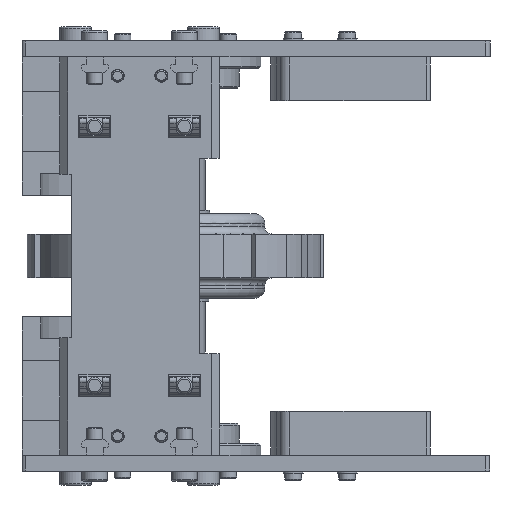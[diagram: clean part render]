
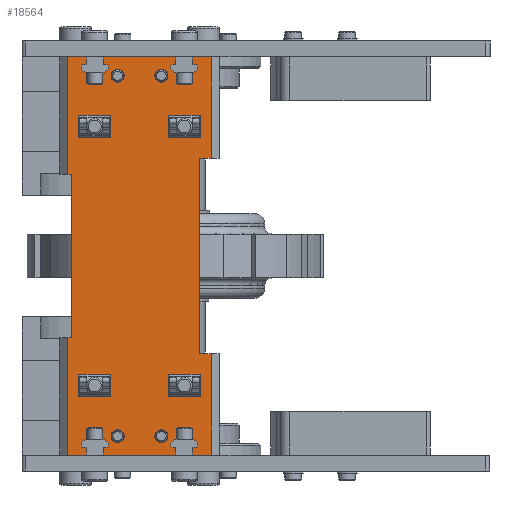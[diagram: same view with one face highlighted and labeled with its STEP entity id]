
A CAD part, left-side view. The second image highlights one B-rep face of the part: STEP entity #18564.
In plain terms, the highlighted face is planar.
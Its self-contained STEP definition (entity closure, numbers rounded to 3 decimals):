
#918=FACE_BOUND('',#3476,.T.);
#919=FACE_BOUND('',#3477,.T.);
#920=FACE_BOUND('',#3478,.T.);
#921=FACE_BOUND('',#3479,.T.);
#922=FACE_BOUND('',#3480,.T.);
#923=FACE_BOUND('',#3481,.T.);
#924=FACE_BOUND('',#3482,.T.);
#925=FACE_BOUND('',#3483,.T.);
#1436=PLANE('',#20622);
#2282=FACE_OUTER_BOUND('',#3475,.T.);
#3475=EDGE_LOOP('',(#16037,#16038,#16039,#16040,#16041,#16042,#16043,#16044,
#16045,#16046,#16047,#16048));
#3476=EDGE_LOOP('',(#16049));
#3477=EDGE_LOOP('',(#16050));
#3478=EDGE_LOOP('',(#16051));
#3479=EDGE_LOOP('',(#16052));
#3480=EDGE_LOOP('',(#16053));
#3481=EDGE_LOOP('',(#16054));
#3482=EDGE_LOOP('',(#16055));
#3483=EDGE_LOOP('',(#16056));
#5119=LINE('',#30666,#6861);
#5125=LINE('',#30679,#6867);
#5129=LINE('',#30685,#6871);
#5133=LINE('',#30694,#6875);
#5135=LINE('',#30698,#6877);
#5136=LINE('',#30700,#6878);
#5137=LINE('',#30702,#6879);
#5138=LINE('',#30704,#6880);
#5139=LINE('',#30706,#6881);
#5140=LINE('',#30708,#6882);
#5141=LINE('',#30710,#6883);
#5142=LINE('',#30711,#6884);
#6861=VECTOR('',#24945,10.);
#6867=VECTOR('',#24953,10.);
#6871=VECTOR('',#24959,10.);
#6875=VECTOR('',#24967,10.);
#6877=VECTOR('',#24971,10.);
#6878=VECTOR('',#24972,10.);
#6879=VECTOR('',#24973,10.);
#6880=VECTOR('',#24974,10.);
#6881=VECTOR('',#24975,10.);
#6882=VECTOR('',#24976,10.);
#6883=VECTOR('',#24977,10.);
#6884=VECTOR('',#24978,10.);
#7826=CIRCLE('',#20623,3.3);
#7827=CIRCLE('',#20624,3.3);
#7828=CIRCLE('',#20625,3.3);
#7829=CIRCLE('',#20626,3.3);
#7830=CIRCLE('',#20627,4.5);
#7831=CIRCLE('',#20628,4.5);
#7832=CIRCLE('',#20629,4.5);
#7833=CIRCLE('',#20630,4.5);
#9317=VERTEX_POINT('',#30663);
#9318=VERTEX_POINT('',#30665);
#9323=VERTEX_POINT('',#30676);
#9324=VERTEX_POINT('',#30678);
#9328=VERTEX_POINT('',#30693);
#9329=VERTEX_POINT('',#30697);
#9330=VERTEX_POINT('',#30699);
#9331=VERTEX_POINT('',#30701);
#9332=VERTEX_POINT('',#30703);
#9333=VERTEX_POINT('',#30705);
#9334=VERTEX_POINT('',#30707);
#9335=VERTEX_POINT('',#30709);
#9336=VERTEX_POINT('',#30712);
#9337=VERTEX_POINT('',#30714);
#9338=VERTEX_POINT('',#30716);
#9339=VERTEX_POINT('',#30718);
#9340=VERTEX_POINT('',#30720);
#9341=VERTEX_POINT('',#30722);
#9342=VERTEX_POINT('',#30724);
#9343=VERTEX_POINT('',#30726);
#11642=EDGE_CURVE('',#9318,#9317,#5119,.T.);
#11648=EDGE_CURVE('',#9324,#9323,#5125,.T.);
#11652=EDGE_CURVE('',#9323,#9318,#5129,.T.);
#11656=EDGE_CURVE('',#9324,#9328,#5133,.T.);
#11658=EDGE_CURVE('',#9329,#9317,#5135,.T.);
#11659=EDGE_CURVE('',#9329,#9330,#5136,.T.);
#11660=EDGE_CURVE('',#9331,#9330,#5137,.T.);
#11661=EDGE_CURVE('',#9331,#9332,#5138,.T.);
#11662=EDGE_CURVE('',#9332,#9333,#5139,.T.);
#11663=EDGE_CURVE('',#9333,#9334,#5140,.T.);
#11664=EDGE_CURVE('',#9335,#9334,#5141,.T.);
#11665=EDGE_CURVE('',#9335,#9328,#5142,.T.);
#11666=EDGE_CURVE('',#9336,#9336,#7826,.T.);
#11667=EDGE_CURVE('',#9337,#9337,#7827,.T.);
#11668=EDGE_CURVE('',#9338,#9338,#7828,.T.);
#11669=EDGE_CURVE('',#9339,#9339,#7829,.T.);
#11670=EDGE_CURVE('',#9340,#9340,#7830,.T.);
#11671=EDGE_CURVE('',#9341,#9341,#7831,.T.);
#11672=EDGE_CURVE('',#9342,#9342,#7832,.T.);
#11673=EDGE_CURVE('',#9343,#9343,#7833,.T.);
#16037=ORIENTED_EDGE('',*,*,#11648,.T.);
#16038=ORIENTED_EDGE('',*,*,#11652,.T.);
#16039=ORIENTED_EDGE('',*,*,#11642,.T.);
#16040=ORIENTED_EDGE('',*,*,#11658,.F.);
#16041=ORIENTED_EDGE('',*,*,#11659,.T.);
#16042=ORIENTED_EDGE('',*,*,#11660,.F.);
#16043=ORIENTED_EDGE('',*,*,#11661,.T.);
#16044=ORIENTED_EDGE('',*,*,#11662,.T.);
#16045=ORIENTED_EDGE('',*,*,#11663,.T.);
#16046=ORIENTED_EDGE('',*,*,#11664,.F.);
#16047=ORIENTED_EDGE('',*,*,#11665,.T.);
#16048=ORIENTED_EDGE('',*,*,#11656,.F.);
#16049=ORIENTED_EDGE('',*,*,#11666,.T.);
#16050=ORIENTED_EDGE('',*,*,#11667,.T.);
#16051=ORIENTED_EDGE('',*,*,#11668,.T.);
#16052=ORIENTED_EDGE('',*,*,#11669,.T.);
#16053=ORIENTED_EDGE('',*,*,#11670,.T.);
#16054=ORIENTED_EDGE('',*,*,#11671,.T.);
#16055=ORIENTED_EDGE('',*,*,#11672,.T.);
#16056=ORIENTED_EDGE('',*,*,#11673,.T.);
#18564=ADVANCED_FACE('',(#2282,#918,#919,#920,#921,#922,#923,#924,#925),
#1436,.T.);
#20622=AXIS2_PLACEMENT_3D('',#30696,#24969,#24970);
#20623=AXIS2_PLACEMENT_3D('',#30713,#24979,#24980);
#20624=AXIS2_PLACEMENT_3D('',#30715,#24981,#24982);
#20625=AXIS2_PLACEMENT_3D('',#30717,#24983,#24984);
#20626=AXIS2_PLACEMENT_3D('',#30719,#24985,#24986);
#20627=AXIS2_PLACEMENT_3D('',#30721,#24987,#24988);
#20628=AXIS2_PLACEMENT_3D('',#30723,#24989,#24990);
#20629=AXIS2_PLACEMENT_3D('',#30725,#24991,#24992);
#20630=AXIS2_PLACEMENT_3D('',#30727,#24993,#24994);
#24945=DIRECTION('',(0.,-1.,0.));
#24953=DIRECTION('',(0.,1.,0.));
#24959=DIRECTION('',(-1.,0.,0.));
#24967=DIRECTION('',(1.,0.,0.));
#24969=DIRECTION('center_axis',(0.,0.,-1.));
#24970=DIRECTION('ref_axis',(-1.,0.,0.));
#24971=DIRECTION('',(1.,0.,0.));
#24972=DIRECTION('',(0.,1.,0.));
#24973=DIRECTION('',(-1.,0.,0.));
#24974=DIRECTION('',(0.,-1.,0.));
#24975=DIRECTION('',(1.,0.,0.));
#24976=DIRECTION('',(0.,1.,0.));
#24977=DIRECTION('',(-1.,0.,0.));
#24978=DIRECTION('',(0.,-1.,0.));
#24979=DIRECTION('center_axis',(0.,0.,1.));
#24980=DIRECTION('ref_axis',(1.,0.,0.));
#24981=DIRECTION('center_axis',(0.,0.,1.));
#24982=DIRECTION('ref_axis',(1.,0.,0.));
#24983=DIRECTION('center_axis',(0.,0.,1.));
#24984=DIRECTION('ref_axis',(1.,0.,0.));
#24985=DIRECTION('center_axis',(0.,0.,1.));
#24986=DIRECTION('ref_axis',(1.,0.,0.));
#24987=DIRECTION('center_axis',(0.,0.,1.));
#24988=DIRECTION('ref_axis',(1.,0.,0.));
#24989=DIRECTION('center_axis',(0.,0.,1.));
#24990=DIRECTION('ref_axis',(1.,0.,0.));
#24991=DIRECTION('center_axis',(0.,0.,1.));
#24992=DIRECTION('ref_axis',(1.,0.,0.));
#24993=DIRECTION('center_axis',(0.,0.,1.));
#24994=DIRECTION('ref_axis',(1.,0.,0.));
#30663=CARTESIAN_POINT('',(-49.,-36.,-10.));
#30665=CARTESIAN_POINT('',(-49.,-30.,-10.));
#30666=CARTESIAN_POINT('',(-49.,-20.,-10.));
#30676=CARTESIAN_POINT('',(49.,-30.,-10.));
#30678=CARTESIAN_POINT('',(49.,-36.,-10.));
#30679=CARTESIAN_POINT('',(49.,-20.,-10.));
#30685=CARTESIAN_POINT('',(0.,-30.,-10.));
#30693=CARTESIAN_POINT('',(100.,-36.,-10.));
#30694=CARTESIAN_POINT('',(-50.,-36.,-10.));
#30696=CARTESIAN_POINT('Origin',(0.,0.,-10.));
#30697=CARTESIAN_POINT('',(-100.,-36.,-10.));
#30698=CARTESIAN_POINT('',(-50.,-36.,-10.));
#30699=CARTESIAN_POINT('',(-100.,36.,-10.));
#30700=CARTESIAN_POINT('',(-100.,-40.,-10.));
#30701=CARTESIAN_POINT('',(-41.,36.,-10.));
#30702=CARTESIAN_POINT('',(50.,36.,-10.));
#30703=CARTESIAN_POINT('',(-41.,34.,-10.));
#30704=CARTESIAN_POINT('',(-41.,17.,-10.));
#30705=CARTESIAN_POINT('',(41.,34.,-10.));
#30706=CARTESIAN_POINT('',(20.5,34.,-10.));
#30707=CARTESIAN_POINT('',(41.,36.,-10.));
#30708=CARTESIAN_POINT('',(41.,20.,-10.));
#30709=CARTESIAN_POINT('',(100.,36.,-10.));
#30710=CARTESIAN_POINT('',(50.,36.,-10.));
#30711=CARTESIAN_POINT('',(100.,40.,-10.));
#30712=CARTESIAN_POINT('',(87.2,11.,-10.));
#30713=CARTESIAN_POINT('Origin',(90.5,11.,-10.));
#30714=CARTESIAN_POINT('',(-93.8,-11.,-10.));
#30715=CARTESIAN_POINT('Origin',(-90.5,-11.,-10.));
#30716=CARTESIAN_POINT('',(-93.8,11.,-10.));
#30717=CARTESIAN_POINT('Origin',(-90.5,11.,-10.));
#30718=CARTESIAN_POINT('',(87.2,-11.,-10.));
#30719=CARTESIAN_POINT('Origin',(90.5,-11.,-10.));
#30720=CARTESIAN_POINT('',(60.5,22.5,-10.));
#30721=CARTESIAN_POINT('Origin',(65.,22.5,-10.));
#30722=CARTESIAN_POINT('',(-69.5,-22.5,-10.));
#30723=CARTESIAN_POINT('Origin',(-65.,-22.5,-10.));
#30724=CARTESIAN_POINT('',(-69.5,22.5,-10.));
#30725=CARTESIAN_POINT('Origin',(-65.,22.5,-10.));
#30726=CARTESIAN_POINT('',(60.5,-22.5,-10.));
#30727=CARTESIAN_POINT('Origin',(65.,-22.5,-10.));
